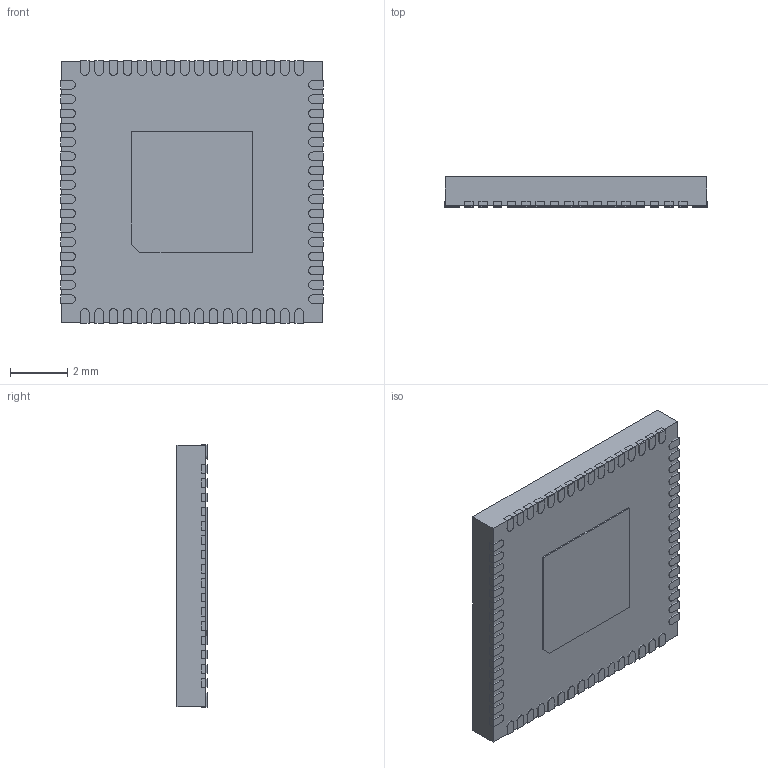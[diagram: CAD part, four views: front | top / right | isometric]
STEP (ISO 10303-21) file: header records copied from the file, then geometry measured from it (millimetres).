
FILE_DESCRIPTION (( 'STEP AP214' ), '1' );
FILE_NAME ('User Library-vqfn-64.STEP', '2015-05-07T20:55:02', ( 'Windows User' ), ( '' ), 'SwSTEP 2.0', 'SolidWorks 2015', '' );
FILE_SCHEMA (( 'AUTOMOTIVE_DESIGN' ));
Length unit declared in the file: millimetre
Products named in the file (4): User Library-vqfn-64; User Library-vqfn-64_VQFN-64_PIN; User Library-vqfn-64_VQFN-64_BASE; User Library-vqfn-64_VQFN-64_TPIN
Assembly tree (290 placements, depth 2):
  User Library-vqfn-64
    User Library-vqfn-64_VQFN-64_TPIN
    User Library-vqfn-64_VQFN-64_BASE
    User Library-vqfn-64_VQFN-64_PIN  x288
Bounding box: 9.17 x 1.05 x 9.17 mm (x, y, z)
Surface area: 407.1 mm2
Topology: 290 solids, 290 shells, 1744 faces, 3489 edges, 2326 vertices
Faces by surface type: plane 1454, cylinder 290
Entity records: 3267 total; most frequent: DIRECTION 681, CARTESIAN_POINT 390, AXIS2_PLACEMENT_3D 321, PRODUCT_DEFINITION_SHAPE 294, CONTEXT_DEPENDENT_SHAPE_REPRESENTATION 290, ITEM_DEFINED_TRANSFORMATION 290, NEXT_ASSEMBLY_USAGE_OCCURRENCE 290, ORIENTED_EDGE 90
